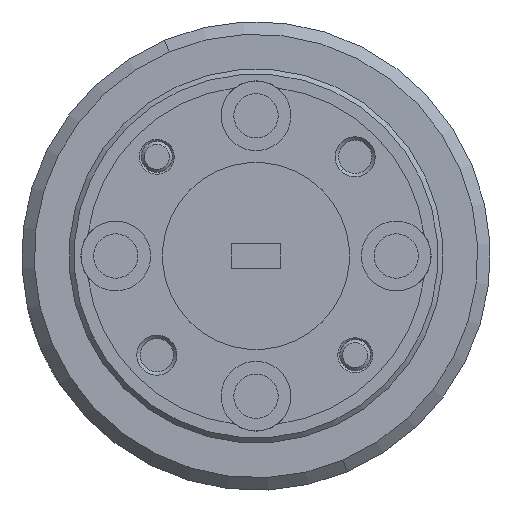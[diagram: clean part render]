
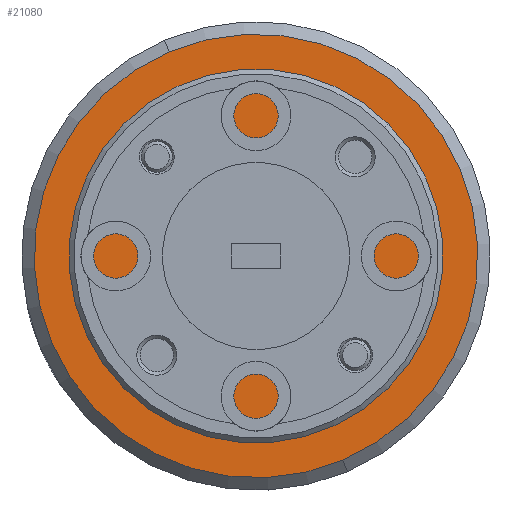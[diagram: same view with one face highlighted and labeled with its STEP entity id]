
A CAD part, left-side view. The second image highlights one B-rep face of the part: STEP entity #21080.
In plain terms, the highlighted planar face has unit normal (-1, 0, 0).
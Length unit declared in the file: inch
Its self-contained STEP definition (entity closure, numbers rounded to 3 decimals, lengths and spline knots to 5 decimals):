
#131 = EDGE_LOOP ( 'NONE', ( #11283, #14335 ) ) ;
#136 = DIRECTION ( 'NONE',  ( 0., -0.707, 0.707 ) ) ;
#570 = AXIS2_PLACEMENT_3D ( 'NONE', #32190, #4730, #29023 ) ;
#956 = EDGE_LOOP ( 'NONE', ( #21381, #41439 ) ) ;
#966 = DIRECTION ( 'NONE',  ( 0., 0.707, -0.707 ) ) ;
#1380 = EDGE_CURVE ( 'NONE', #31849, #22217, #10174, .T. ) ;
#1419 = EDGE_CURVE ( 'NONE', #38709, #7013, #9468, .T. ) ;
#1522 = DIRECTION ( 'NONE',  ( 1., 0., 0. ) ) ;
#1746 = DIRECTION ( 'NONE',  ( 0., -0.707, -0.707 ) ) ;
#2000 = VERTEX_POINT ( 'NONE', #26788 ) ;
#2082 = EDGE_CURVE ( 'NONE', #15535, #13528, #12650, .T. ) ;
#2535 = CARTESIAN_POINT ( 'NONE',  ( -1.91, 0.25542, -0.14228 ) ) ;
#3024 = CARTESIAN_POINT ( 'NONE',  ( -1.91, 0.14228, 0.25542 ) ) ;
#3552 = CARTESIAN_POINT ( 'NONE',  ( -1.91, 0., 0. ) ) ;
#3859 = FACE_OUTER_BOUND ( 'NONE', #40198, .T. ) ;
#3885 = CARTESIAN_POINT ( 'NONE',  ( -1.91, 0.14233, -0.25546 ) ) ;
#3971 = CARTESIAN_POINT ( 'NONE',  ( -1.91, 0.19887, -0.19887 ) ) ;
#4578 = AXIS2_PLACEMENT_3D ( 'NONE', #3971, #17733, #6482 ) ;
#4730 = DIRECTION ( 'NONE',  ( 1., 0., 0. ) ) ;
#4917 = CIRCLE ( 'NONE', #31519, 0.445 ) ;
#5277 = DIRECTION ( 'NONE',  ( -1., 0., 0. ) ) ;
#6135 = AXIS2_PLACEMENT_3D ( 'NONE', #38010, #7371, #136 ) ;
#6292 = EDGE_CURVE ( 'NONE', #2000, #28240, #43779, .T. ) ;
#6482 = DIRECTION ( 'NONE',  ( 0., -0.707, -0.707 ) ) ;
#6674 = EDGE_CURVE ( 'NONE', #17150, #21872, #25060, .T. ) ;
#6845 = AXIS2_PLACEMENT_3D ( 'NONE', #3552, #17316, #31031 ) ;
#6862 = CIRCLE ( 'NONE', #24123, 0.08 ) ;
#6964 = EDGE_CURVE ( 'NONE', #28240, #2000, #7101, .T. ) ;
#7013 = VERTEX_POINT ( 'NONE', #21727 ) ;
#7101 = CIRCLE ( 'NONE', #24351, 0.08 ) ;
#7371 = DIRECTION ( 'NONE',  ( 1., 0., 0. ) ) ;
#7821 = EDGE_LOOP ( 'NONE', ( #10501, #33001 ) ) ;
#8136 = EDGE_CURVE ( 'NONE', #7013, #38709, #6862, .T. ) ;
#8281 = CARTESIAN_POINT ( 'NONE',  ( -1.91, -0.1096, 0.1096 ) ) ;
#9243 = AXIS2_PLACEMENT_3D ( 'NONE', #35287, #38466, #25374 ) ;
#9468 = CIRCLE ( 'NONE', #11637, 0.08 ) ;
#9595 = ORIENTED_EDGE ( 'NONE', *, *, #6674, .T. ) ;
#9707 = ORIENTED_EDGE ( 'NONE', *, *, #1380, .F. ) ;
#10174 = CIRCLE ( 'NONE', #31007, 0.155 ) ;
#10288 = DIRECTION ( 'NONE',  ( 1., 0., 0. ) ) ;
#10501 = ORIENTED_EDGE ( 'NONE', *, *, #6964, .T. ) ;
#10960 = CARTESIAN_POINT ( 'NONE',  ( -1.91, 0.19887, 0.19887 ) ) ;
#11114 = FACE_BOUND ( 'NONE', #15428, .T. ) ;
#11283 = ORIENTED_EDGE ( 'NONE', *, *, #23467, .T. ) ;
#11623 = CARTESIAN_POINT ( 'NONE',  ( -1.91, 0.19887, 0.19887 ) ) ;
#11637 = AXIS2_PLACEMENT_3D ( 'NONE', #10960, #10288, #20650 ) ;
#12650 = CIRCLE ( 'NONE', #6845, 0.445 ) ;
#13225 = DIRECTION ( 'NONE',  ( 0., 0.707, 0.707 ) ) ;
#13528 = VERTEX_POINT ( 'NONE', #44010 ) ;
#14322 = ORIENTED_EDGE ( 'NONE', *, *, #37125, .T. ) ;
#14335 = ORIENTED_EDGE ( 'NONE', *, *, #36972, .T. ) ;
#14459 = EDGE_CURVE ( 'NONE', #13528, #15535, #4917, .T. ) ;
#15428 = EDGE_LOOP ( 'NONE', ( #9707, #22208 ) ) ;
#15450 = DIRECTION ( 'NONE',  ( 0., 0., -1. ) ) ;
#15517 = AXIS2_PLACEMENT_3D ( 'NONE', #18690, #1522, #1746 ) ;
#15535 = VERTEX_POINT ( 'NONE', #22283 ) ;
#15812 = ORIENTED_EDGE ( 'NONE', *, *, #14459, .T. ) ;
#16763 = CARTESIAN_POINT ( 'NONE',  ( -1.91, 0.1096, -0.1096 ) ) ;
#17150 = VERTEX_POINT ( 'NONE', #24769 ) ;
#17258 = CARTESIAN_POINT ( 'NONE',  ( -1.91, 0., 0. ) ) ;
#17316 = DIRECTION ( 'NONE',  ( -1., 0., 0. ) ) ;
#17733 = DIRECTION ( 'NONE',  ( 1., 0., 0. ) ) ;
#17853 = FACE_BOUND ( 'NONE', #27568, .T. ) ;
#18690 = CARTESIAN_POINT ( 'NONE',  ( -1.91, 0.19887, -0.19887 ) ) ;
#19604 = CARTESIAN_POINT ( 'NONE',  ( -1.91, -0.14233, 0.25546 ) ) ;
#20650 = DIRECTION ( 'NONE',  ( 0., 0.707, -0.707 ) ) ;
#20795 = VERTEX_POINT ( 'NONE', #2535 ) ;
#21080 = ADVANCED_FACE ( 'NONE', ( #32241, #24817, #17853, #3859, #41961, #11114 ), #27982, .F. ) ;
#21257 = CIRCLE ( 'NONE', #6135, 0.08 ) ;
#21381 = ORIENTED_EDGE ( 'NONE', *, *, #8136, .T. ) ;
#21454 = DIRECTION ( 'NONE',  ( 1., 0., 0. ) ) ;
#21727 = CARTESIAN_POINT ( 'NONE',  ( -1.91, 0.25546, 0.14233 ) ) ;
#21872 = VERTEX_POINT ( 'NONE', #36386 ) ;
#21955 = DIRECTION ( 'NONE',  ( 0., -0.391, -0.921 ) ) ;
#22208 = ORIENTED_EDGE ( 'NONE', *, *, #27891, .F. ) ;
#22217 = VERTEX_POINT ( 'NONE', #16763 ) ;
#22283 = CARTESIAN_POINT ( 'NONE',  ( -1.91, 0.17388, 0.40962 ) ) ;
#23230 = AXIS2_PLACEMENT_3D ( 'NONE', #17258, #5277, #15450 ) ;
#23408 = CIRCLE ( 'NONE', #15517, 0.08 ) ;
#23467 = EDGE_CURVE ( 'NONE', #34814, #20795, #38410, .T. ) ;
#23795 = ORIENTED_EDGE ( 'NONE', *, *, #2082, .T. ) ;
#24123 = AXIS2_PLACEMENT_3D ( 'NONE', #11623, #35014, #966 ) ;
#24351 = AXIS2_PLACEMENT_3D ( 'NONE', #30742, #44305, #13225 ) ;
#24592 = CARTESIAN_POINT ( 'NONE',  ( -1.91, 0., 0. ) ) ;
#24697 = CARTESIAN_POINT ( 'NONE',  ( -1.91, 0., 0. ) ) ;
#24769 = CARTESIAN_POINT ( 'NONE',  ( -1.91, -0.14228, -0.25542 ) ) ;
#24817 = FACE_BOUND ( 'NONE', #7821, .T. ) ;
#25060 = CIRCLE ( 'NONE', #9243, 0.08 ) ;
#25372 = CIRCLE ( 'NONE', #23230, 0.155 ) ;
#25374 = DIRECTION ( 'NONE',  ( 0., -0.707, 0.707 ) ) ;
#26722 = AXIS2_PLACEMENT_3D ( 'NONE', #24592, #21454, #38336 ) ;
#26788 = CARTESIAN_POINT ( 'NONE',  ( -1.91, -0.25542, 0.14228 ) ) ;
#27172 = CARTESIAN_POINT ( 'NONE',  ( -1.91, 0., 0. ) ) ;
#27568 = EDGE_LOOP ( 'NONE', ( #14322, #9595 ) ) ;
#27891 = EDGE_CURVE ( 'NONE', #22217, #31849, #25372, .T. ) ;
#27982 = PLANE ( 'NONE',  #26722 ) ;
#28240 = VERTEX_POINT ( 'NONE', #19604 ) ;
#29023 = DIRECTION ( 'NONE',  ( 0., 0.707, 0.707 ) ) ;
#30742 = CARTESIAN_POINT ( 'NONE',  ( -1.91, -0.19887, 0.19887 ) ) ;
#31007 = AXIS2_PLACEMENT_3D ( 'NONE', #27172, #40921, #37090 ) ;
#31031 = DIRECTION ( 'NONE',  ( 0., -0.391, -0.921 ) ) ;
#31519 = AXIS2_PLACEMENT_3D ( 'NONE', #24697, #32294, #21955 ) ;
#31849 = VERTEX_POINT ( 'NONE', #8281 ) ;
#32190 = CARTESIAN_POINT ( 'NONE',  ( -1.91, -0.19887, 0.19887 ) ) ;
#32241 = FACE_BOUND ( 'NONE', #956, .T. ) ;
#32294 = DIRECTION ( 'NONE',  ( -1., 0., 0. ) ) ;
#33001 = ORIENTED_EDGE ( 'NONE', *, *, #6292, .T. ) ;
#34814 = VERTEX_POINT ( 'NONE', #3885 ) ;
#35014 = DIRECTION ( 'NONE',  ( 1., 0., 0. ) ) ;
#35287 = CARTESIAN_POINT ( 'NONE',  ( -1.91, -0.19887, -0.19887 ) ) ;
#36386 = CARTESIAN_POINT ( 'NONE',  ( -1.91, -0.25546, -0.14233 ) ) ;
#36972 = EDGE_CURVE ( 'NONE', #20795, #34814, #23408, .T. ) ;
#37090 = DIRECTION ( 'NONE',  ( 0., 0., -1. ) ) ;
#37125 = EDGE_CURVE ( 'NONE', #21872, #17150, #21257, .T. ) ;
#38010 = CARTESIAN_POINT ( 'NONE',  ( -1.91, -0.19887, -0.19887 ) ) ;
#38336 = DIRECTION ( 'NONE',  ( 0., -0.391, -0.921 ) ) ;
#38410 = CIRCLE ( 'NONE', #4578, 0.08 ) ;
#38466 = DIRECTION ( 'NONE',  ( 1., 0., 0. ) ) ;
#38709 = VERTEX_POINT ( 'NONE', #3024 ) ;
#40198 = EDGE_LOOP ( 'NONE', ( #15812, #23795 ) ) ;
#40921 = DIRECTION ( 'NONE',  ( -1., 0., 0. ) ) ;
#41439 = ORIENTED_EDGE ( 'NONE', *, *, #1419, .T. ) ;
#41961 = FACE_BOUND ( 'NONE', #131, .T. ) ;
#43779 = CIRCLE ( 'NONE', #570, 0.08 ) ;
#44010 = CARTESIAN_POINT ( 'NONE',  ( -1.91, -0.17388, -0.40962 ) ) ;
#44305 = DIRECTION ( 'NONE',  ( 1., 0., 0. ) ) ;
